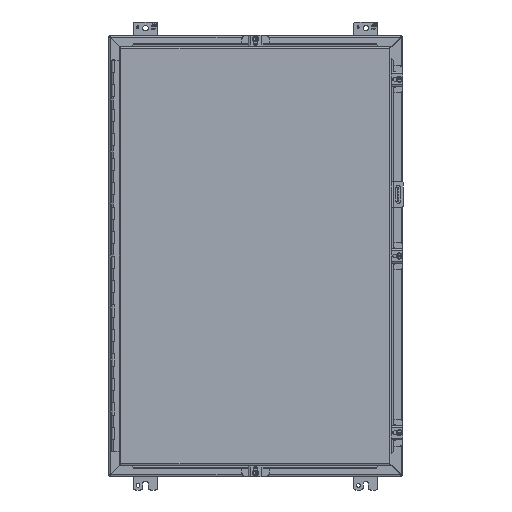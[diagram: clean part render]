
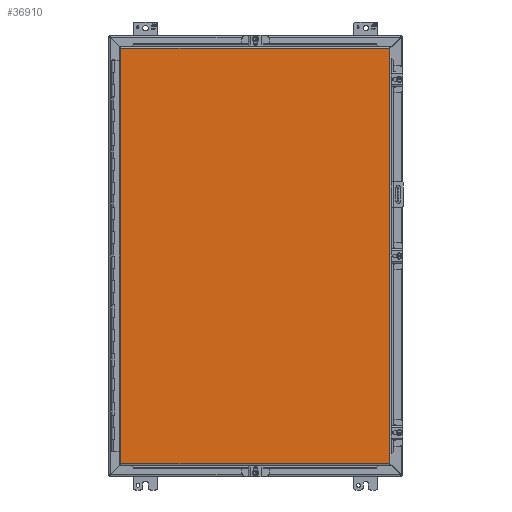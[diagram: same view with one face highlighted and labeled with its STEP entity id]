
A CAD part, front view. The second image highlights one B-rep face of the part: STEP entity #36910.
In plain terms, the highlighted planar face has unit normal (0, -1, 0).
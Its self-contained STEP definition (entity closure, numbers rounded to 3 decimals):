
#1413 = EDGE_CURVE ( 'NONE', #16353, #53095, #13396, .T. ) ;
#1781 = DIRECTION ( 'NONE',  ( 0., 0., -1. ) ) ;
#3048 = ORIENTED_EDGE ( 'NONE', *, *, #6370, .F. ) ;
#3393 = LINE ( 'NONE', #56853, #37204 ) ;
#3827 = VERTEX_POINT ( 'NONE', #39855 ) ;
#4435 = DIRECTION ( 'NONE',  ( 0., -1., 0. ) ) ;
#5216 = LINE ( 'NONE', #53999, #15342 ) ;
#6370 = EDGE_CURVE ( 'NONE', #53095, #44661, #3393, .T. ) ;
#7736 = CARTESIAN_POINT ( 'NONE',  ( -11.017, -9.21, 16.995 ) ) ;
#13396 = LINE ( 'NONE', #36014, #50321 ) ;
#14412 = EDGE_CURVE ( 'NONE', #3827, #16353, #14430, .T. ) ;
#14430 = LINE ( 'NONE', #51146, #43678 ) ;
#15342 = VECTOR ( 'NONE', #54573, 39.37 ) ;
#16353 = VERTEX_POINT ( 'NONE', #27052 ) ;
#16608 = DIRECTION ( 'NONE',  ( 0., 0., 1. ) ) ;
#17923 = ORIENTED_EDGE ( 'NONE', *, *, #1413, .F. ) ;
#18786 = CARTESIAN_POINT ( 'NONE',  ( -11.017, -9.21, -16.995 ) ) ;
#19090 = FACE_OUTER_BOUND ( 'NONE', #40170, .T. ) ;
#27052 = CARTESIAN_POINT ( 'NONE',  ( 10.955, -9.21, -16.995 ) ) ;
#28727 = ORIENTED_EDGE ( 'NONE', *, *, #14412, .F. ) ;
#36014 = CARTESIAN_POINT ( 'NONE',  ( 10.955, -9.21, -16.995 ) ) ;
#36910 = ADVANCED_FACE ( 'NONE', ( #19090 ), #41124, .T. ) ;
#37204 = VECTOR ( 'NONE', #16608, 39.37 ) ;
#39855 = CARTESIAN_POINT ( 'NONE',  ( 10.955, -9.21, 16.994 ) ) ;
#40170 = EDGE_LOOP ( 'NONE', ( #28727, #56143, #3048, #17923 ) ) ;
#40246 = DIRECTION ( 'NONE',  ( 0., 0., -1. ) ) ;
#40847 = CARTESIAN_POINT ( 'NONE',  ( -11.017, -9.21, -16.995 ) ) ;
#41124 = PLANE ( 'NONE',  #46293 ) ;
#43678 = VECTOR ( 'NONE', #1781, 39.37 ) ;
#44661 = VERTEX_POINT ( 'NONE', #7736 ) ;
#46293 = AXIS2_PLACEMENT_3D ( 'NONE', #18786, #4435, #40246 ) ;
#50121 = DIRECTION ( 'NONE',  ( -1., 0., 0. ) ) ;
#50321 = VECTOR ( 'NONE', #50121, 39.37 ) ;
#51146 = CARTESIAN_POINT ( 'NONE',  ( 10.955, -9.21, 16.994 ) ) ;
#53095 = VERTEX_POINT ( 'NONE', #40847 ) ;
#53999 = CARTESIAN_POINT ( 'NONE',  ( -11.017, -9.21, 16.994 ) ) ;
#54573 = DIRECTION ( 'NONE',  ( 1., 0., 0. ) ) ;
#56143 = ORIENTED_EDGE ( 'NONE', *, *, #57560, .F. ) ;
#56853 = CARTESIAN_POINT ( 'NONE',  ( -11.017, -9.21, -16.995 ) ) ;
#57560 = EDGE_CURVE ( 'NONE', #44661, #3827, #5216, .T. ) ;
